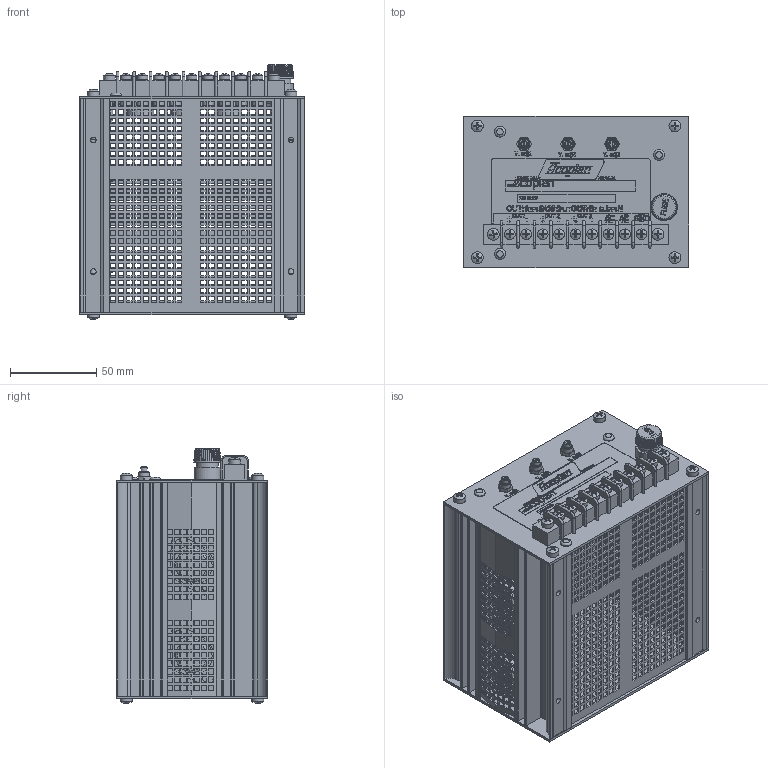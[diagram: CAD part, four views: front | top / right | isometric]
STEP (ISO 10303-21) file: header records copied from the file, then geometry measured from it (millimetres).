
FILE_DESCRIPTION(/* description */ (''),/* implementation_level */ '2;1');
FILE_NAME(/* name */ 'GT5 10-11-17.stp',/* time_stamp */ '2017-10-11T10:17:04-04:00',/* author */ ('JDietsch'),/* organization */ (''),/* preprocessor_version */ 'ST-DEVELOPER v16.13',/* originating_system */ 'Autodesk Inventor 2018',/* authorisation */ '');
FILE_SCHEMA (('AUTOMOTIVE_DESIGN { 1 0 10303 214 3 1 1 }'));
Products named in the file (17): G13 GENERIC CASE (2); E300-7 G13 Left HS (2); G13 sreen generic (2); G13 RIGHT (2); G13 HEATSINK SCREEN (2); E300-74 G13 reaR; TRANSISTOR TO-3; FUSE HOLDER HTB-44I SPACER; fuse holder 2; FUSE HOLDER CAP HTB-44I; 375 inch single row 20 amp barrier strip 9PL; SML_POT_RND; NUT-SML POT; ANSI B18.6.4 - No. 8 - 18 - 1; E1200-29 G13TA front; DECAL GT TRIPLE; rivet, snap
Assembly tree (33 placements, depth 3):
  G13 GENERIC CASE (2)
    E300-7 G13 Left HS (2)
    G13 sreen generic (2)  x2
    G13 RIGHT (2)
    G13 HEATSINK SCREEN (2)
    E300-74 G13 reaR
    TRANSISTOR TO-3  x2
    FUSE HOLDER HTB-44I SPACER
      fuse holder 2
      FUSE HOLDER CAP HTB-44I
    ANSI B18.6.4 - No. 8 - 18 - 1  x10
    375 inch single row 20 amp barrier strip 9PL
    SML_POT_RND  x3
    NUT-SML POT  x3
    E1200-29 G13TA front
    DECAL GT TRIPLE
    rivet, snap  x3
Bounding box: 130.37 x 87.39 x 147.37 mm (x, y, z)
Volume: 215753.1 mm3; surface area: 215573.9 mm2
Topology: 41 solids, 41 shells, 7603 faces, 21732 edges, 14448 vertices
Faces by surface type: plane 5927, bspline 789, cylinder 433, cone 294, torus 141, sphere 19
Full cylindrical faces by diameter (mm): 0.635 x2, 2.032 x9, 2.946 x2, 3.175 x1, 3.302 x12, 3.505 x9, 3.556 x4, 4.013 x3, 4.064 x2, 4.166 x10, 4.191 x1, 4.699 x1, 4.762 x8, 5.08 x9, 6.096 x3, 6.198 x9, 6.274 x3, 6.35 x14, 6.477 x1, 6.604 x10, 6.858 x10, 7.493 x1, 7.938 x9, 8.001 x3, 10.414 x1, 10.541 x1, 12.573 x1, 12.7 x1, 15.367 x1, 16.002 x3
Entity records: 184951 total; most frequent: CARTESIAN_POINT 46033, ORIENTED_EDGE 30262, DIRECTION 23840, EDGE_CURVE 15131, LINE 12184, VECTOR 12184, VERTEX_POINT 10156, EDGE_LOOP 6996
